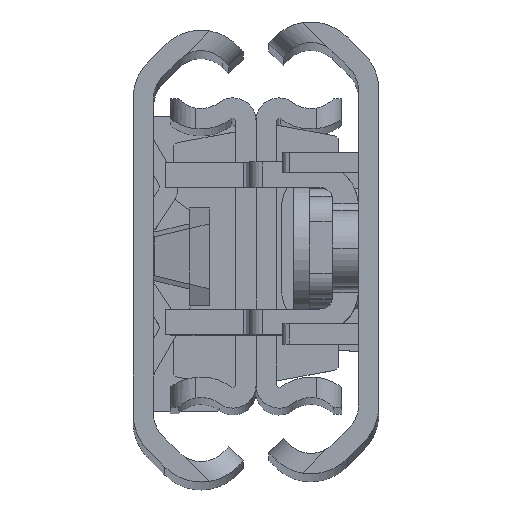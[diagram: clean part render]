
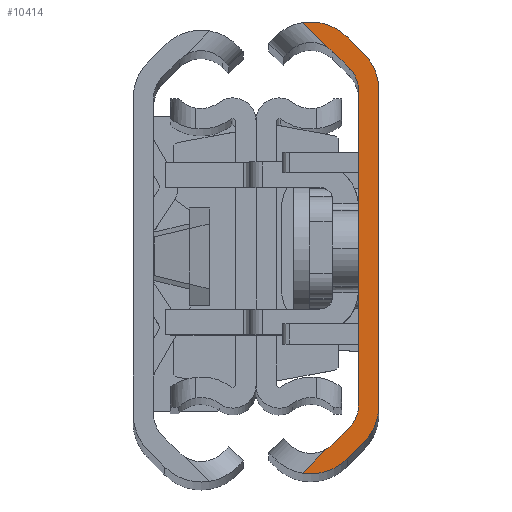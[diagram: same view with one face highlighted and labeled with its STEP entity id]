
A CAD part, top view. The second image highlights one B-rep face of the part: STEP entity #10414.
In plain terms, the highlighted face is planar.
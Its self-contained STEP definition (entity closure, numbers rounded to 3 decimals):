
#60 = EDGE_CURVE ( 'NONE', #11971, #2505, #1876, .T. ) ;
#63 = EDGE_CURVE ( 'NONE', #4685, #10605, #1543, .T. ) ;
#66 = AXIS2_PLACEMENT_3D ( 'NONE', #4972, #10789, #1938 ) ;
#94 = ORIENTED_EDGE ( 'NONE', *, *, #10795, .F. ) ;
#140 = CARTESIAN_POINT ( 'NONE',  ( 5.955, -17.596, -355.6 ) ) ;
#347 = LINE ( 'NONE', #3051, #1271 ) ;
#441 = ORIENTED_EDGE ( 'NONE', *, *, #9166, .F. ) ;
#596 = DIRECTION ( 'NONE',  ( 0., 0., 1. ) ) ;
#655 = CARTESIAN_POINT ( 'NONE',  ( 4., 12.342, -355.6 ) ) ;
#667 = EDGE_CURVE ( 'NONE', #3602, #9430, #7062, .T. ) ;
#1051 = CARTESIAN_POINT ( 'NONE',  ( 3.617, 15.353, -355.6 ) ) ;
#1071 = EDGE_CURVE ( 'NONE', #6003, #3465, #3148, .T. ) ;
#1079 = CARTESIAN_POINT ( 'NONE',  ( 1.6, -12.342, -355.6 ) ) ;
#1092 = CIRCLE ( 'NONE', #66, 2.4 ) ;
#1253 = CARTESIAN_POINT ( 'NONE',  ( 2.303, -14.039, -355.6 ) ) ;
#1260 = CARTESIAN_POINT ( 'NONE',  ( 5.347, 16.989, -355.6 ) ) ;
#1271 = VECTOR ( 'NONE', #2080, 1000. ) ;
#1543 = LINE ( 'NONE', #11169, #11582 ) ;
#1559 = ORIENTED_EDGE ( 'NONE', *, *, #63, .F. ) ;
#1790 = CARTESIAN_POINT ( 'NONE',  ( 1.172, 15.17, -355.6 ) ) ;
#1817 = CIRCLE ( 'NONE', #6778, 2.4 ) ;
#1876 = CIRCLE ( 'NONE', #2501, 3.98 ) ;
#1938 = DIRECTION ( 'NONE',  ( 1., 0., 0. ) ) ;
#2080 = DIRECTION ( 'NONE',  ( 0.707, -0.707, 0. ) ) ;
#2345 = VECTOR ( 'NONE', #6770, 1000. ) ;
#2361 = VECTOR ( 'NONE', #11731, 1000. ) ;
#2430 = CARTESIAN_POINT ( 'NONE',  ( 1.6, 0., -355.6 ) ) ;
#2433 = DIRECTION ( 'NONE',  ( 0., 0., 1. ) ) ;
#2501 = AXIS2_PLACEMENT_3D ( 'NONE', #11362, #12200, #6279 ) ;
#2505 = VERTEX_POINT ( 'NONE', #6295 ) ;
#2513 = AXIS2_PLACEMENT_3D ( 'NONE', #2746, #6750, #4742 ) ;
#2674 = ORIENTED_EDGE ( 'NONE', *, *, #9158, .F. ) ;
#2746 = CARTESIAN_POINT ( 'NONE',  ( 5.3, -13.67, -355.6 ) ) ;
#2977 = EDGE_CURVE ( 'NONE', #11679, #4967, #9664, .T. ) ;
#3051 = CARTESIAN_POINT ( 'NONE',  ( 1.172, -15.17, -355.6 ) ) ;
#3053 = CARTESIAN_POINT ( 'NONE',  ( 4., -12.342, -355.6 ) ) ;
#3054 = VERTEX_POINT ( 'NONE', #5867 ) ;
#3148 = CIRCLE ( 'NONE', #6038, 2.38 ) ;
#3241 = EDGE_CURVE ( 'NONE', #6969, #5030, #4440, .T. ) ;
#3326 = LINE ( 'NONE', #1253, #3554 ) ;
#3465 = VERTEX_POINT ( 'NONE', #4808 ) ;
#3554 = VECTOR ( 'NONE', #4292, 1000. ) ;
#3599 = VECTOR ( 'NONE', #8183, 1000. ) ;
#3602 = VERTEX_POINT ( 'NONE', #7780 ) ;
#3720 = ORIENTED_EDGE ( 'NONE', *, *, #60, .F. ) ;
#3742 = CIRCLE ( 'NONE', #9323, 4. ) ;
#4031 = PLANE ( 'NONE',  #7872 ) ;
#4292 = DIRECTION ( 'NONE',  ( -0.707, 0.707, 0. ) ) ;
#4311 = AXIS2_PLACEMENT_3D ( 'NONE', #7417, #2433, #6332 ) ;
#4440 = LINE ( 'NONE', #2430, #3599 ) ;
#4544 = VECTOR ( 'NONE', #11403, 1000. ) ;
#4633 = ORIENTED_EDGE ( 'NONE', *, *, #7569, .F. ) ;
#4639 = EDGE_CURVE ( 'NONE', #10605, #3054, #9442, .T. ) ;
#4685 = VERTEX_POINT ( 'NONE', #8386 ) ;
#4742 = DIRECTION ( 'NONE',  ( 1., 0., 0. ) ) ;
#4808 = CARTESIAN_POINT ( 'NONE',  ( 3.617, -15.353, -355.6 ) ) ;
#4967 = VERTEX_POINT ( 'NONE', #1051 ) ;
#4972 = CARTESIAN_POINT ( 'NONE',  ( 4., -12.342, -355.6 ) ) ;
#5030 = VERTEX_POINT ( 'NONE', #7212 ) ;
#5274 = LINE ( 'NONE', #1260, #11176 ) ;
#5318 = ORIENTED_EDGE ( 'NONE', *, *, #1071, .F. ) ;
#5397 = CARTESIAN_POINT ( 'NONE',  ( 1.172, 15.17, -355.6 ) ) ;
#5506 = ORIENTED_EDGE ( 'NONE', *, *, #8994, .F. ) ;
#5522 = DIRECTION ( 'NONE',  ( 1., 0., 0. ) ) ;
#5611 = EDGE_CURVE ( 'NONE', #5030, #11679, #1817, .T. ) ;
#5647 = CARTESIAN_POINT ( 'NONE',  ( 5.3, -13.67, -355.6 ) ) ;
#5770 = CARTESIAN_POINT ( 'NONE',  ( 2.303, -14.039, -355.6 ) ) ;
#5867 = CARTESIAN_POINT ( 'NONE',  ( 1.172, -15.17, -355.6 ) ) ;
#6003 = VERTEX_POINT ( 'NONE', #10214 ) ;
#6016 = DIRECTION ( 'NONE',  ( 1., 0., 0. ) ) ;
#6038 = AXIS2_PLACEMENT_3D ( 'NONE', #5647, #10667, #5522 ) ;
#6078 = CARTESIAN_POINT ( 'NONE',  ( 4.061, 15.702, -355.6 ) ) ;
#6257 = ORIENTED_EDGE ( 'NONE', *, *, #11889, .T. ) ;
#6279 = DIRECTION ( 'NONE',  ( 1., 0., 0. ) ) ;
#6295 = CARTESIAN_POINT ( 'NONE',  ( 2.486, 16.484, -355.6 ) ) ;
#6332 = DIRECTION ( 'NONE',  ( 1., 0., 0. ) ) ;
#6339 = EDGE_LOOP ( 'NONE', ( #3720, #6909, #441, #6958, #11280, #8441, #10370, #94, #5318, #6257, #10621, #5506, #8514, #1559, #2674, #4633 ) ) ;
#6750 = DIRECTION ( 'NONE',  ( 0., 0., 1. ) ) ;
#6770 = DIRECTION ( 'NONE',  ( 0.707, -0.707, 0. ) ) ;
#6778 = AXIS2_PLACEMENT_3D ( 'NONE', #11384, #12349, #7517 ) ;
#6909 = ORIENTED_EDGE ( 'NONE', *, *, #8608, .T. ) ;
#6958 = ORIENTED_EDGE ( 'NONE', *, *, #2977, .F. ) ;
#6969 = VERTEX_POINT ( 'NONE', #1079 ) ;
#7002 = DIRECTION ( 'NONE',  ( 0., 0., 1. ) ) ;
#7062 = CIRCLE ( 'NONE', #2513, 3.98 ) ;
#7212 = CARTESIAN_POINT ( 'NONE',  ( 1.6, 12.342, -355.6 ) ) ;
#7272 = DIRECTION ( 'NONE',  ( 0., 0., -1. ) ) ;
#7285 = CIRCLE ( 'NONE', #10764, 2.38 ) ;
#7332 = DIRECTION ( 'NONE',  ( 1., 0., 0. ) ) ;
#7417 = CARTESIAN_POINT ( 'NONE',  ( 4., -12.342, -355.6 ) ) ;
#7517 = DIRECTION ( 'NONE',  ( 1., 0., 0. ) ) ;
#7569 = EDGE_CURVE ( 'NONE', #2505, #11867, #12250, .T. ) ;
#7780 = CARTESIAN_POINT ( 'NONE',  ( 2.486, -16.484, -355.6 ) ) ;
#7872 = AXIS2_PLACEMENT_3D ( 'NONE', #3053, #7002, #6016 ) ;
#8183 = DIRECTION ( 'NONE',  ( 0., 1., 0. ) ) ;
#8229 = FACE_OUTER_BOUND ( 'NONE', #6339, .T. ) ;
#8386 = CARTESIAN_POINT ( 'NONE',  ( 0., 12.342, -355.6 ) ) ;
#8441 = ORIENTED_EDGE ( 'NONE', *, *, #3241, .F. ) ;
#8514 = ORIENTED_EDGE ( 'NONE', *, *, #4639, .F. ) ;
#8517 = CARTESIAN_POINT ( 'NONE',  ( 2.303, 14.039, -355.6 ) ) ;
#8608 = EDGE_CURVE ( 'NONE', #11971, #9944, #5274, .T. ) ;
#8994 = EDGE_CURVE ( 'NONE', #3054, #3602, #347, .T. ) ;
#9158 = EDGE_CURVE ( 'NONE', #11867, #4685, #3742, .T. ) ;
#9166 = EDGE_CURVE ( 'NONE', #4967, #9944, #7285, .T. ) ;
#9323 = AXIS2_PLACEMENT_3D ( 'NONE', #655, #596, #7332 ) ;
#9430 = VERTEX_POINT ( 'NONE', #140 ) ;
#9442 = CIRCLE ( 'NONE', #4311, 4. ) ;
#9664 = LINE ( 'NONE', #8517, #2361 ) ;
#9810 = LINE ( 'NONE', #11875, #2345 ) ;
#9944 = VERTEX_POINT ( 'NONE', #6078 ) ;
#9982 = CARTESIAN_POINT ( 'NONE',  ( 0., -12.342, -355.6 ) ) ;
#10200 = CARTESIAN_POINT ( 'NONE',  ( 5.955, 17.596, -355.6 ) ) ;
#10214 = CARTESIAN_POINT ( 'NONE',  ( 4.061, -15.702, -355.6 ) ) ;
#10338 = CARTESIAN_POINT ( 'NONE',  ( 2.303, 14.039, -355.6 ) ) ;
#10370 = ORIENTED_EDGE ( 'NONE', *, *, #11498, .F. ) ;
#10414 = ADVANCED_FACE ( 'NONE', ( #8229 ), #4031, .F. ) ;
#10605 = VERTEX_POINT ( 'NONE', #9982 ) ;
#10621 = ORIENTED_EDGE ( 'NONE', *, *, #667, .F. ) ;
#10667 = DIRECTION ( 'NONE',  ( 0., 0., -1. ) ) ;
#10764 = AXIS2_PLACEMENT_3D ( 'NONE', #12299, #7272, #11204 ) ;
#10789 = DIRECTION ( 'NONE',  ( 0., 0., -1. ) ) ;
#10795 = EDGE_CURVE ( 'NONE', #3465, #10910, #3326, .T. ) ;
#10910 = VERTEX_POINT ( 'NONE', #5770 ) ;
#11021 = DIRECTION ( 'NONE',  ( -0.707, -0.707, 0. ) ) ;
#11169 = CARTESIAN_POINT ( 'NONE',  ( 0., 0., -355.6 ) ) ;
#11176 = VECTOR ( 'NONE', #11021, 1000. ) ;
#11204 = DIRECTION ( 'NONE',  ( 1., 0., 0. ) ) ;
#11280 = ORIENTED_EDGE ( 'NONE', *, *, #5611, .F. ) ;
#11362 = CARTESIAN_POINT ( 'NONE',  ( 5.3, 13.67, -355.6 ) ) ;
#11384 = CARTESIAN_POINT ( 'NONE',  ( 4., 12.342, -355.6 ) ) ;
#11403 = DIRECTION ( 'NONE',  ( -0.707, -0.707, 0. ) ) ;
#11498 = EDGE_CURVE ( 'NONE', #10910, #6969, #1092, .T. ) ;
#11582 = VECTOR ( 'NONE', #12081, 1000. ) ;
#11679 = VERTEX_POINT ( 'NONE', #10338 ) ;
#11731 = DIRECTION ( 'NONE',  ( 0.707, 0.707, 0. ) ) ;
#11867 = VERTEX_POINT ( 'NONE', #1790 ) ;
#11875 = CARTESIAN_POINT ( 'NONE',  ( 6.479, -18.12, -355.6 ) ) ;
#11889 = EDGE_CURVE ( 'NONE', #6003, #9430, #9810, .T. ) ;
#11971 = VERTEX_POINT ( 'NONE', #10200 ) ;
#12081 = DIRECTION ( 'NONE',  ( 0., -1., 0. ) ) ;
#12200 = DIRECTION ( 'NONE',  ( 0., 0., 1. ) ) ;
#12250 = LINE ( 'NONE', #5397, #4544 ) ;
#12299 = CARTESIAN_POINT ( 'NONE',  ( 5.3, 13.67, -355.6 ) ) ;
#12349 = DIRECTION ( 'NONE',  ( 0., 0., -1. ) ) ;
